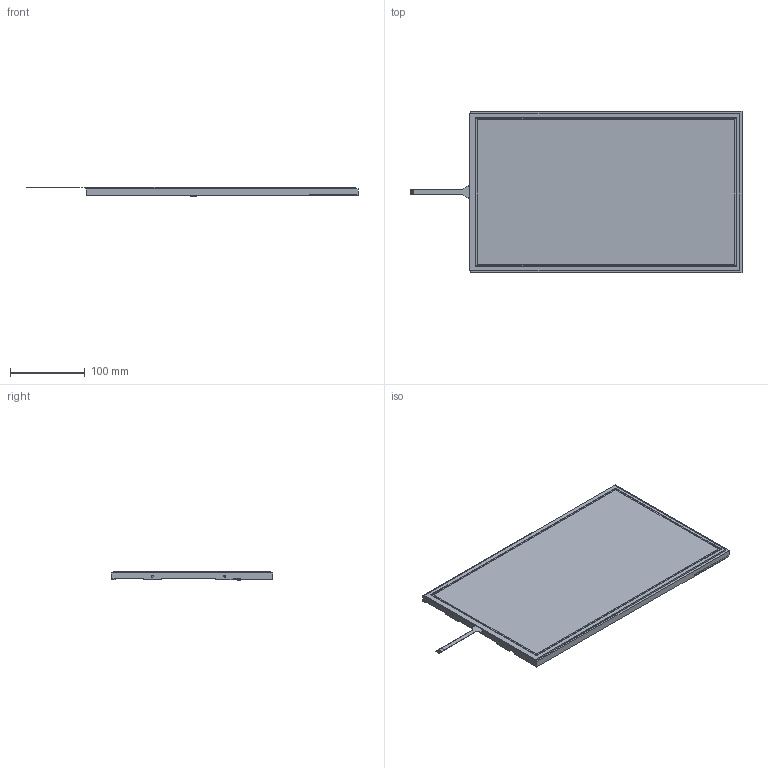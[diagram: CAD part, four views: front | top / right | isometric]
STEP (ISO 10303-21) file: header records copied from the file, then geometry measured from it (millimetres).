
FILE_DESCRIPTION(/* description */ (''),/* implementation_level */ '2;1');
FILE_NAME(/* name */ 'HP_TK-SRA156HD-01.stp',/* time_stamp */ '2023-05-19T15:05:43+09:00',/* author */ ('KIKOU-CAD2'),/* organization */ (''),/* preprocessor_version */ 'ST-DEVELOPER v18.1',/* originating_system */ 'Autodesk Inventor 2020',/* authorisation */ '');
FILE_SCHEMA (('AUTOMOTIVE_DESIGN { 1 0 10303 214 3 1 1 }'));
Products named in the file (1): HP_TK-SRA156HD-01
Bounding box: 444.52 x 215.9 x 12.73 mm (x, y, z)
Volume: 749150 mm3; surface area: 315149.6 mm2
Topology: 1 solids, 2 shells, 2158 faces, 6226 edges, 4107 vertices
Faces by surface type: plane 1776, cylinder 366, torus 8, bspline 8
Full cylindrical faces by diameter (mm): 2.459 x4
Entity records: 70212 total; most frequent: CARTESIAN_POINT 12568, ORIENTED_EDGE 12452, DIRECTION 11291, EDGE_CURVE 6226, LINE 5455, VECTOR 5455, VERTEX_POINT 4107, AXIS2_PLACEMENT_3D 2918
